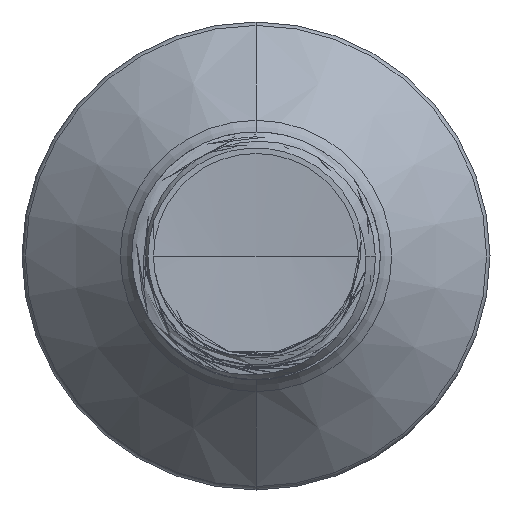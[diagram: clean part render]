
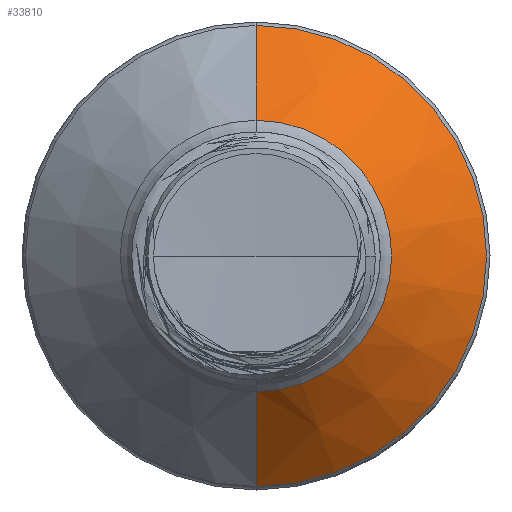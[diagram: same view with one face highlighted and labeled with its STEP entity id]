
A CAD part, front view. The second image highlights one B-rep face of the part: STEP entity #33810.
In plain terms, the highlighted conical face has half-angle 45 degrees and reference radius 3.276 mm.
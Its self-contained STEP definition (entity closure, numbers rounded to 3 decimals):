
#235 = LINE ( 'NONE', #16738, #35391 ) ;
#618 = CARTESIAN_POINT ( 'NONE',  ( 0., 21.107, 0. ) ) ;
#1140 = DIRECTION ( 'NONE',  ( 0., 0., 1. ) ) ;
#2188 = ORIENTED_EDGE ( 'NONE', *, *, #35991, .T. ) ;
#3912 = VERTEX_POINT ( 'NONE', #13609 ) ;
#3985 = DIRECTION ( 'NONE',  ( 0., 0., 1. ) ) ;
#4688 = DIRECTION ( 'NONE',  ( 0., 1., 0. ) ) ;
#6586 = CIRCLE ( 'NONE', #23860, 5.567 ) ;
#7677 = FACE_OUTER_BOUND ( 'NONE', #10463, .T. ) ;
#8204 = VECTOR ( 'NONE', #34390, 1000. ) ;
#10463 = EDGE_LOOP ( 'NONE', ( #39423, #2188, #37813, #15236 ) ) ;
#12209 = AXIS2_PLACEMENT_3D ( 'NONE', #618, #24497, #3985 ) ;
#12473 = AXIS2_PLACEMENT_3D ( 'NONE', #21728, #17710, #1140 ) ;
#13609 = CARTESIAN_POINT ( 'NONE',  ( 0., 21.107, -3.276 ) ) ;
#14989 = CARTESIAN_POINT ( 'NONE',  ( 0., 21.107, -3.276 ) ) ;
#15236 = ORIENTED_EDGE ( 'NONE', *, *, #32081, .F. ) ;
#16738 = CARTESIAN_POINT ( 'NONE',  ( 0., 21.107, 3.276 ) ) ;
#17710 = DIRECTION ( 'NONE',  ( 0., 1., 0. ) ) ;
#21728 = CARTESIAN_POINT ( 'NONE',  ( 0., 21.107, 0. ) ) ;
#23860 = AXIS2_PLACEMENT_3D ( 'NONE', #25179, #4688, #28415 ) ;
#24497 = DIRECTION ( 'NONE',  ( 0., 1., 0. ) ) ;
#25179 = CARTESIAN_POINT ( 'NONE',  ( 0., 23.399, 0. ) ) ;
#25281 = LINE ( 'NONE', #14989, #8204 ) ;
#28415 = DIRECTION ( 'NONE',  ( 0., 0., 1. ) ) ;
#31780 = CARTESIAN_POINT ( 'NONE',  ( 0., 23.399, 5.567 ) ) ;
#32081 = EDGE_CURVE ( 'NONE', #41297, #41807, #235, .T. ) ;
#32616 = CARTESIAN_POINT ( 'NONE',  ( 0., 23.399, -5.567 ) ) ;
#32816 = CARTESIAN_POINT ( 'NONE',  ( 0., 21.107, 3.276 ) ) ;
#33810 = ADVANCED_FACE ( 'NONE', ( #7677 ), #39841, .T. ) ;
#34022 = EDGE_CURVE ( 'NONE', #41807, #39940, #6586, .T. ) ;
#34390 = DIRECTION ( 'NONE',  ( 0., 0.707, -0.707 ) ) ;
#35391 = VECTOR ( 'NONE', #38797, 1000. ) ;
#35991 = EDGE_CURVE ( 'NONE', #3912, #39940, #25281, .T. ) ;
#37813 = ORIENTED_EDGE ( 'NONE', *, *, #34022, .F. ) ;
#37909 = EDGE_CURVE ( 'NONE', #41297, #3912, #40687, .T. ) ;
#38797 = DIRECTION ( 'NONE',  ( 0., 0.707, 0.707 ) ) ;
#39423 = ORIENTED_EDGE ( 'NONE', *, *, #37909, .T. ) ;
#39841 = CONICAL_SURFACE ( 'NONE', #12473, 3.276, 0.785 ) ;
#39940 = VERTEX_POINT ( 'NONE', #32616 ) ;
#40687 = CIRCLE ( 'NONE', #12209, 3.276 ) ;
#41297 = VERTEX_POINT ( 'NONE', #32816 ) ;
#41807 = VERTEX_POINT ( 'NONE', #31780 ) ;
